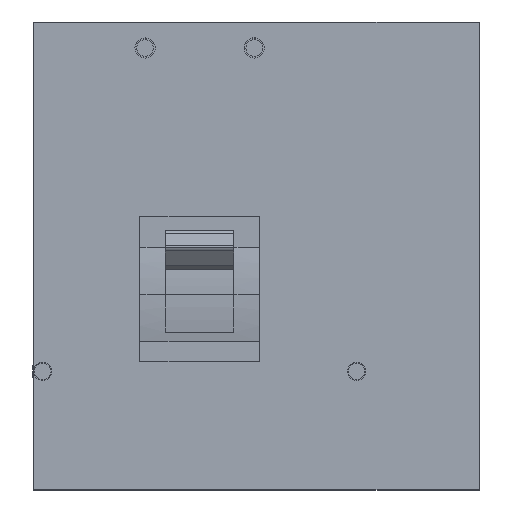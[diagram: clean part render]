
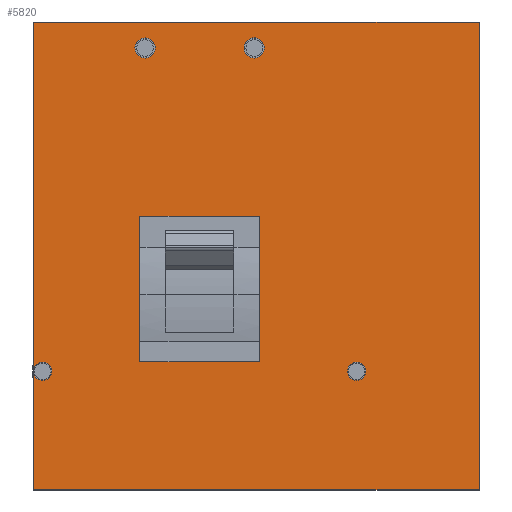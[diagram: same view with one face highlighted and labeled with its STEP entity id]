
A CAD part, top view. The second image highlights one B-rep face of the part: STEP entity #5820.
In plain terms, the highlighted planar face has unit normal (0, 0, 1).
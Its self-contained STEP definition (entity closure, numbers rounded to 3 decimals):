
#100=CARTESIAN_POINT('',(269.796,-1721.572,
-195.998));
#110=VERTEX_POINT('',#100);
#280=CARTESIAN_POINT('',(269.796,-2171.572,
-195.998));
#290=VERTEX_POINT('',#280);
#320=CARTESIAN_POINT('',(269.796,-2171.073,
-195.998));
#330=DIRECTION('',(0.,-1.,0.));
#340=VECTOR('',#330,1.);
#350=LINE('',#320,#340);
#360=EDGE_CURVE('',#110,#290,#350,.T.);
#460=CARTESIAN_POINT('',(-159.204,-2171.073,
-195.998));
#470=DIRECTION('',(0.,-1.,0.));
#480=VECTOR('',#470,1.);
#490=LINE('',#460,#480);
#500=CARTESIAN_POINT('',(-159.204,-1721.572,
-195.998));
#510=VERTEX_POINT('',#500);
#520=CARTESIAN_POINT('',(-159.204,-2171.572,
-195.998));
#530=VERTEX_POINT('',#520);
#540=EDGE_CURVE('',#510,#530,#490,.T.);
#4460=CARTESIAN_POINT('',(160.546,-2057.572,
-195.998));
#4470=VERTEX_POINT('',#4460);
#4500=CARTESIAN_POINT('',(151.796,-2057.572,
-195.998));
#4510=DIRECTION('',(0.,0.,1.));
#4520=DIRECTION('',(1.,0.,0.));
#4530=AXIS2_PLACEMENT_3D('',#4500,#4510,#4520);
#4540=CIRCLE('',#4530,8.75);
#4550=CARTESIAN_POINT('',(143.046,-2057.572,
-195.998));
#4560=VERTEX_POINT('',#4550);
#4570=EDGE_CURVE('',#4560,#4470,#4540,.T.);
#4770=CARTESIAN_POINT('',(269.796,-2171.073,
-195.998));
#4780=DIRECTION('',(-0.,-0.,-1.));
#4790=DIRECTION('',(0.,-1.,0.));
#4800=AXIS2_PLACEMENT_3D('',#4770,#4780,#4790);
#4810=PLANE('',#4800);
#4820=CARTESIAN_POINT('',(0.,-2048.573,-195.998));
#4830=DIRECTION('',(1.,0.,0.));
#4840=VECTOR('',#4830,1.);
#4850=LINE('',#4820,#4840);
#4860=CARTESIAN_POINT('',(-56.704,-2048.573,
-195.998));
#4870=VERTEX_POINT('',#4860);
#4880=CARTESIAN_POINT('',(58.296,-2048.573,
-195.998));
#4890=VERTEX_POINT('',#4880);
#4900=EDGE_CURVE('',#4870,#4890,#4850,.T.);
#4910=ORIENTED_EDGE('',*,*,#4900,.F.);
#4920=CARTESIAN_POINT('',(58.296,-0.001,
-195.998));
#4930=DIRECTION('',(0.,-1.,0.));
#4940=VECTOR('',#4930,1.);
#4950=LINE('',#4920,#4940);
#4960=CARTESIAN_POINT('',(58.296,-1908.573,
-195.998));
#4970=VERTEX_POINT('',#4960);
#4980=EDGE_CURVE('',#4970,#4890,#4950,.T.);
#4990=ORIENTED_EDGE('',*,*,#4980,.T.);
#5000=CARTESIAN_POINT('',(0.,-1908.573,-195.998));
#5010=DIRECTION('',(-1.,0.,0.));
#5020=VECTOR('',#5010,1.);
#5030=LINE('',#5000,#5020);
#5040=CARTESIAN_POINT('',(-56.704,-1908.573,
-195.998));
#5050=VERTEX_POINT('',#5040);
#5060=EDGE_CURVE('',#4970,#5050,#5030,.T.);
#5070=ORIENTED_EDGE('',*,*,#5060,.F.);
#5080=CARTESIAN_POINT('',(-56.704,-0.001,
-195.998));
#5090=DIRECTION('',(0.,-1.,0.));
#5100=VECTOR('',#5090,1.);
#5110=LINE('',#5080,#5100);
#5120=EDGE_CURVE('',#5050,#4870,#5110,.T.);
#5130=ORIENTED_EDGE('',*,*,#5120,.F.);
#5140=EDGE_LOOP('',(#5130,#5070,#4990,#4910));
#5150=FACE_BOUND('',#5140,.T.);
#5160=CARTESIAN_POINT('',(53.296,-1746.572,
-195.998));
#5170=DIRECTION('',(0.,0.,1.));
#5180=DIRECTION('',(1.,0.,0.));
#5190=AXIS2_PLACEMENT_3D('',#5160,#5170,#5180);
#5200=CIRCLE('',#5190,9.753);
#5210=CARTESIAN_POINT('',(63.049,-1746.572,
-195.998));
#5220=VERTEX_POINT('',#5210);
#5230=CARTESIAN_POINT('',(43.543,-1746.572,
-195.998));
#5240=VERTEX_POINT('',#5230);
#5250=EDGE_CURVE('',#5220,#5240,#5200,.T.);
#5260=ORIENTED_EDGE('',*,*,#5250,.F.);
#5270=EDGE_CURVE('',#5240,#5220,#5200,.T.);
#5280=ORIENTED_EDGE('',*,*,#5270,.F.);
#5290=EDGE_LOOP('',(#5280,#5260));
#5300=FACE_BOUND('',#5290,.T.);
#5310=CARTESIAN_POINT('',(-51.704,-1746.572,
-195.998));
#5320=DIRECTION('',(0.,0.,1.));
#5330=DIRECTION('',(1.,0.,0.));
#5340=AXIS2_PLACEMENT_3D('',#5310,#5320,#5330);
#5350=CIRCLE('',#5340,9.75);
#5360=CARTESIAN_POINT('',(-41.954,-1746.572,
-195.998));
#5370=VERTEX_POINT('',#5360);
#5380=CARTESIAN_POINT('',(-61.454,-1746.572,
-195.998));
#5390=VERTEX_POINT('',#5380);
#5400=EDGE_CURVE('',#5370,#5390,#5350,.T.);
#5410=ORIENTED_EDGE('',*,*,#5400,.F.);
#5420=EDGE_CURVE('',#5390,#5370,#5350,.T.);
#5430=ORIENTED_EDGE('',*,*,#5420,.F.);
#5440=EDGE_LOOP('',(#5430,#5410));
#5450=FACE_BOUND('',#5440,.T.);
#5460=EDGE_CURVE('',#4470,#4560,#4540,.T.);
#5470=ORIENTED_EDGE('',*,*,#5460,.F.);
#5480=ORIENTED_EDGE('',*,*,#4570,.F.);
#5490=EDGE_LOOP('',(#5480,#5470));
#5500=FACE_BOUND('',#5490,.T.);
#5510=CARTESIAN_POINT('',(-150.204,-2057.572,
-195.998));
#5520=DIRECTION('',(0.,0.,1.));
#5530=DIRECTION('',(1.,0.,0.));
#5540=AXIS2_PLACEMENT_3D('',#5510,#5520,#5530);
#5550=CIRCLE('',#5540,8.75);
#5560=CARTESIAN_POINT('',(-141.454,-2057.572,
-195.998));
#5570=VERTEX_POINT('',#5560);
#5580=CARTESIAN_POINT('',(-158.954,-2057.572,
-195.998));
#5590=VERTEX_POINT('',#5580);
#5600=EDGE_CURVE('',#5570,#5590,#5550,.T.);
#5610=ORIENTED_EDGE('',*,*,#5600,.F.);
#5620=EDGE_CURVE('',#5590,#5570,#5550,.T.);
#5630=ORIENTED_EDGE('',*,*,#5620,.F.);
#5640=EDGE_LOOP('',(#5630,#5610));
#5650=FACE_BOUND('',#5640,.T.);
#5660=ORIENTED_EDGE('',*,*,#360,.F.);
#5670=CARTESIAN_POINT('',(0.,-2171.572,-195.998));
#5680=DIRECTION('',(-1.,0.,0.));
#5690=VECTOR('',#5680,1.);
#5700=LINE('',#5670,#5690);
#5710=EDGE_CURVE('',#290,#530,#5700,.T.);
#5720=ORIENTED_EDGE('',*,*,#5710,.F.);
#5730=ORIENTED_EDGE('',*,*,#540,.T.);
#5740=CARTESIAN_POINT('',(0.,-1721.572,-195.998));
#5750=DIRECTION('',(-1.,0.,0.));
#5760=VECTOR('',#5750,1.);
#5770=LINE('',#5740,#5760);
#5780=EDGE_CURVE('',#110,#510,#5770,.T.);
#5790=ORIENTED_EDGE('',*,*,#5780,.T.);
#5800=EDGE_LOOP('',(#5790,#5730,#5720,#5660));
#5810=FACE_OUTER_BOUND('',#5800,.T.);
#5820=ADVANCED_FACE('',(#5150,#5300,#5450,#5500,#5650,#5810),#4810,.F.);
